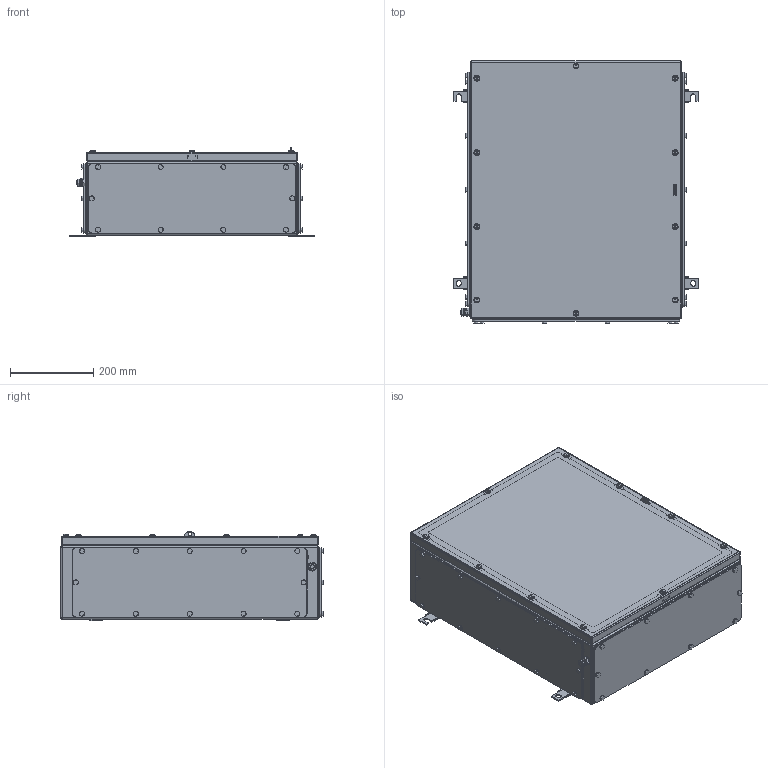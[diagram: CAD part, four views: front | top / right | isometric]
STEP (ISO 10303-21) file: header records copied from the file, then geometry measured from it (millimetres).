
FILE_DESCRIPTION(('CATIA V5 STEP Exchange','CAx-IF Rec.Pracs.--- Model Styling and Organization---1.4--- 2014-01-23'),'2;1');
FILE_NAME ('1523470-3_1_8000108860_8000108860_KTB_MH_625020_S4E3_LD.stp','2023-10-09T08:32:45+00:00',('none'),('Weidmueller'),'CATIA Version 5-6 Release 2016 SP3 HF44','CATIA V5 STEP AP214','none');
FILE_SCHEMA(('AUTOMOTIVE_DESIGN { 1 0 10303 214 1 1 1 1 }'));
Products named in the file (1): 8000108860 KTB MH 625020 S4E3
Bounding box: 589 x 631 x 215 mm (x, y, z)
Volume: 2710165.8 mm3; surface area: 2856411.2 mm2
Topology: 104 solids, 105 shells, 3004 faces, 7402 edges, 4771 vertices
Faces by surface type: plane 1478, cylinder 1252, cone 230, bspline 20, torus 16, sphere 8
Entity records: 97852 total; most frequent: CARTESIAN_POINT 28870, ORIENTED_EDGE 14584, DIRECTION 12287, EDGE_CURVE 7250, AXIS2_PLACEMENT_3D 4922, VERTEX_POINT 4737, VECTOR 4430, LINE 4430
